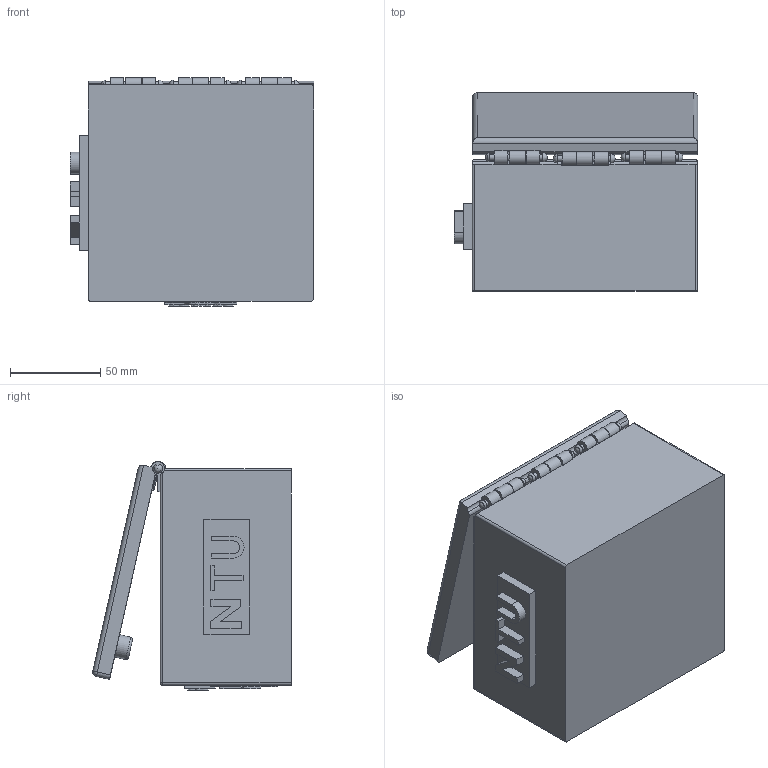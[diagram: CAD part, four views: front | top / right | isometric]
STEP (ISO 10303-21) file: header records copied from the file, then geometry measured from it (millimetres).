
FILE_DESCRIPTION( ( '' ), ' ' );
FILE_NAME( '5825c33c14c09f10fd890a84.step', '2016-11-11T13:10:21', ( '' ), ( '' ), ' ', ' ', ' ' );
FILE_SCHEMA( ( 'AUTOMOTIVE_DESIGN { 1 0 10303 214 1 1 1 1 }' ) );
Length unit declared in the file: metre
Products named in the file (9): Assem1; Part 1
Assembly tree (16 placements, depth 2):
  Assem1
    Part 1  x3
    Part 1
    Part 1  x3
    Part 1
    Part 1  x3
    Part 1  x3
    Part 1
    Part 1
Bounding box: 135.25 x 109.99 x 126.94 mm (x, y, z)
Volume: 470284.5 mm3; surface area: 160180.1 mm2
Topology: 16 solids, 16 shells, 295 faces, 738 edges, 473 vertices
Faces by surface type: plane 188, cylinder 74, extrusion 17, sphere 10, torus 6
Full cylindrical faces by diameter (mm): 3.239 x12, 12.7 x3, 13.97 x3
Entity records: 8945 total; most frequent: CARTESIAN_POINT 1437, DIRECTION 1209, ORIENTED_EDGE 1128, EDGE_CURVE 564, VECTOR 419, LINE 402, AXIS2_PLACEMENT_3D 395, VERTEX_POINT 376
